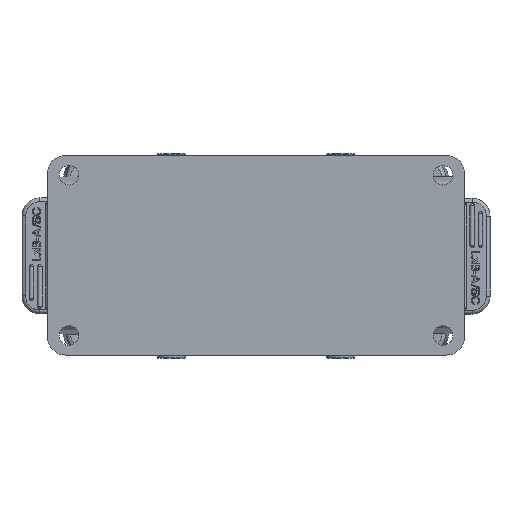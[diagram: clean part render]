
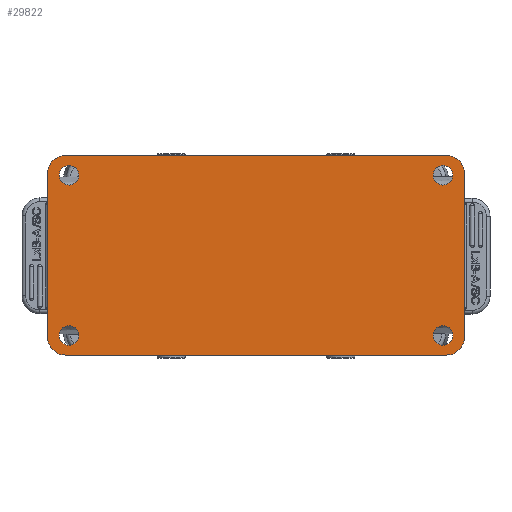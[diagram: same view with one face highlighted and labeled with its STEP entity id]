
A CAD part, front view. The second image highlights one B-rep face of the part: STEP entity #29822.
In plain terms, the highlighted planar face has unit normal (0, -1, 0).
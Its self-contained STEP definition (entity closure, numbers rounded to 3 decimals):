
#2738=DIRECTION('',(0.,0.,-1.));
#2739=VECTOR('',#2738,46.);
#2740=CARTESIAN_POINT('',(118.,0.,
23.18));
#2741=LINE('',#2740,#2739);
#2742=CARTESIAN_POINT('',(113.,0.,
-22.82));
#2743=DIRECTION('',(0.,1.,0.));
#2744=DIRECTION('',(1.,0.,0.));
#2745=AXIS2_PLACEMENT_3D('',#2742,#2743,#2744);
#2747=CARTESIAN_POINT('',(6.,0.,
-22.82));
#2748=DIRECTION('',(0.,1.,0.));
#2749=DIRECTION('',(0.,0.,-1.));
#2750=AXIS2_PLACEMENT_3D('',#2747,#2748,#2749);
#2752=DIRECTION('',(0.,0.,1.));
#2753=VECTOR('',#2752,46.);
#2754=CARTESIAN_POINT('',(1.,0.,
-22.82));
#2755=LINE('',#2754,#2753);
#2756=CARTESIAN_POINT('',(6.,0.,
23.18));
#2757=DIRECTION('',(0.,1.,0.));
#2758=DIRECTION('',(-1.,0.,0.));
#2759=AXIS2_PLACEMENT_3D('',#2756,#2757,#2758);
#2761=DIRECTION('',(1.,0.,0.));
#2762=VECTOR('',#2761,107.);
#2763=CARTESIAN_POINT('',(6.,0.,
28.18));
#2764=LINE('',#2763,#2762);
#2765=CARTESIAN_POINT('',(113.,0.,
23.18));
#2766=DIRECTION('',(0.,1.,0.));
#2767=DIRECTION('',(0.,0.,1.));
#2768=AXIS2_PLACEMENT_3D('',#2765,#2766,#2767);
#2770=CARTESIAN_POINT('',(7.,0.,
22.68));
#2771=DIRECTION('',(0.,-1.,0.));
#2772=DIRECTION('',(0.,0.,1.));
#2773=AXIS2_PLACEMENT_3D('',#2770,#2771,#2772);
#2775=CARTESIAN_POINT('',(7.,0.,
22.68));
#2776=DIRECTION('',(0.,-1.,0.));
#2777=DIRECTION('',(0.,0.,-1.));
#2778=AXIS2_PLACEMENT_3D('',#2775,#2776,#2777);
#2780=CARTESIAN_POINT('',(7.,0.,
-22.32));
#2781=DIRECTION('',(0.,-1.,0.));
#2782=DIRECTION('',(0.,0.,1.));
#2783=AXIS2_PLACEMENT_3D('',#2780,#2781,#2782);
#2785=CARTESIAN_POINT('',(7.,0.,
-22.32));
#2786=DIRECTION('',(0.,-1.,0.));
#2787=DIRECTION('',(0.,0.,-1.));
#2788=AXIS2_PLACEMENT_3D('',#2785,#2786,#2787);
#2790=CARTESIAN_POINT('',(112.,0.,
-22.32));
#2791=DIRECTION('',(0.,-1.,0.));
#2792=DIRECTION('',(0.,0.,1.));
#2793=AXIS2_PLACEMENT_3D('',#2790,#2791,#2792);
#2795=CARTESIAN_POINT('',(112.,0.,
-22.32));
#2796=DIRECTION('',(0.,-1.,0.));
#2797=DIRECTION('',(0.,0.,-1.));
#2798=AXIS2_PLACEMENT_3D('',#2795,#2796,#2797);
#2800=CARTESIAN_POINT('',(112.,0.,
22.68));
#2801=DIRECTION('',(0.,-1.,0.));
#2802=DIRECTION('',(0.,0.,1.));
#2803=AXIS2_PLACEMENT_3D('',#2800,#2801,#2802);
#2805=CARTESIAN_POINT('',(112.,0.,
22.68));
#2806=DIRECTION('',(0.,-1.,0.));
#2807=DIRECTION('',(0.,0.,-1.));
#2808=AXIS2_PLACEMENT_3D('',#2805,#2806,#2807);
#15148=DIRECTION('',(1.,0.,0.));
#15149=VECTOR('',#15148,107.);
#15150=CARTESIAN_POINT('',(6.,0.,
-27.82));
#15151=LINE('',#15150,#15149);
#21080=CARTESIAN_POINT('',(118.,0.,
23.18));
#21082=VERTEX_POINT('',#21080);
#21105=CARTESIAN_POINT('',(118.,0.,
-22.82));
#21106=VERTEX_POINT('',#21105);
#21115=CARTESIAN_POINT('',(113.,0.,
28.18));
#21117=VERTEX_POINT('',#21115);
#21121=CARTESIAN_POINT('',(6.,0.,
28.18));
#21122=VERTEX_POINT('',#21121);
#21157=CARTESIAN_POINT('',(112.,0.,
25.43));
#21158=CARTESIAN_POINT('',(112.,0.,
19.93));
#21159=VERTEX_POINT('',#21157);
#21160=VERTEX_POINT('',#21158);
#21161=CARTESIAN_POINT('',(113.,0.,
-27.82));
#21162=VERTEX_POINT('',#21161);
#21163=CARTESIAN_POINT('',(6.,0.,
-27.82));
#21164=VERTEX_POINT('',#21163);
#21165=CARTESIAN_POINT('',(1.,0.,
-22.82));
#21166=VERTEX_POINT('',#21165);
#21167=CARTESIAN_POINT('',(1.,0.,
23.18));
#21168=VERTEX_POINT('',#21167);
#21169=CARTESIAN_POINT('',(7.,0.,
25.43));
#21170=CARTESIAN_POINT('',(7.,0.,
19.93));
#21171=VERTEX_POINT('',#21169);
#21172=VERTEX_POINT('',#21170);
#21173=CARTESIAN_POINT('',(7.,0.,
-19.57));
#21174=CARTESIAN_POINT('',(7.,0.,
-25.07));
#21175=VERTEX_POINT('',#21173);
#21176=VERTEX_POINT('',#21174);
#21177=CARTESIAN_POINT('',(112.,0.,
-19.57));
#21178=CARTESIAN_POINT('',(112.,0.,
-25.07));
#21179=VERTEX_POINT('',#21177);
#21180=VERTEX_POINT('',#21178);
#29779=CARTESIAN_POINT('',(59.5,0.,
0.18));
#29780=DIRECTION('',(0.,1.,0.));
#29781=DIRECTION('',(0.,0.,1.));
#29782=AXIS2_PLACEMENT_3D('',#29779,#29780,#29781);
#29783=PLANE('',#29782);
#29784=ORIENTED_EDGE('',*,*,#28897,.T.);
#29786=ORIENTED_EDGE('',*,*,#29785,.T.);
#29788=ORIENTED_EDGE('',*,*,#29787,.F.);
#29790=ORIENTED_EDGE('',*,*,#29789,.T.);
#29792=ORIENTED_EDGE('',*,*,#29791,.T.);
#29794=ORIENTED_EDGE('',*,*,#29793,.T.);
#29795=ORIENTED_EDGE('',*,*,#28935,.T.);
#29796=ORIENTED_EDGE('',*,*,#28922,.T.);
#29797=EDGE_LOOP('',(#29784,#29786,#29788,#29790,#29792,#29794,#29795,#29796));
#29798=FACE_OUTER_BOUND('',#29797,.F.);
#29800=ORIENTED_EDGE('',*,*,#29799,.T.);
#29802=ORIENTED_EDGE('',*,*,#29801,.T.);
#29803=EDGE_LOOP('',(#29800,#29802));
#29804=FACE_BOUND('',#29803,.F.);
#29806=ORIENTED_EDGE('',*,*,#29805,.T.);
#29808=ORIENTED_EDGE('',*,*,#29807,.T.);
#29809=EDGE_LOOP('',(#29806,#29808));
#29810=FACE_BOUND('',#29809,.F.);
#29812=ORIENTED_EDGE('',*,*,#29811,.T.);
#29814=ORIENTED_EDGE('',*,*,#29813,.T.);
#29815=EDGE_LOOP('',(#29812,#29814));
#29816=FACE_BOUND('',#29815,.F.);
#29817=ORIENTED_EDGE('',*,*,#29769,.T.);
#29819=ORIENTED_EDGE('',*,*,#29818,.T.);
#29820=EDGE_LOOP('',(#29817,#29819));
#29821=FACE_BOUND('',#29820,.F.);
#2746=CIRCLE('',#2745,5.);
#2751=CIRCLE('',#2750,5.);
#2760=CIRCLE('',#2759,5.);
#2769=CIRCLE('',#2768,5.);
#2774=CIRCLE('',#2773,2.75);
#2779=CIRCLE('',#2778,2.75);
#2784=CIRCLE('',#2783,2.75);
#2789=CIRCLE('',#2788,2.75);
#2794=CIRCLE('',#2793,2.75);
#2799=CIRCLE('',#2798,2.75);
#2804=CIRCLE('',#2803,2.75);
#2809=CIRCLE('',#2808,2.75);
#28897=EDGE_CURVE('',#21082,#21106,#2741,.T.);
#28922=EDGE_CURVE('',#21117,#21082,#2769,.T.);
#28935=EDGE_CURVE('',#21122,#21117,#2764,.T.);
#29769=EDGE_CURVE('',#21159,#21160,#2804,.T.);
#29785=EDGE_CURVE('',#21106,#21162,#2746,.T.);
#29787=EDGE_CURVE('',#21164,#21162,#15151,.T.);
#29789=EDGE_CURVE('',#21164,#21166,#2751,.T.);
#29791=EDGE_CURVE('',#21166,#21168,#2755,.T.);
#29793=EDGE_CURVE('',#21168,#21122,#2760,.T.);
#29799=EDGE_CURVE('',#21171,#21172,#2774,.T.);
#29801=EDGE_CURVE('',#21172,#21171,#2779,.T.);
#29805=EDGE_CURVE('',#21175,#21176,#2784,.T.);
#29807=EDGE_CURVE('',#21176,#21175,#2789,.T.);
#29811=EDGE_CURVE('',#21179,#21180,#2794,.T.);
#29813=EDGE_CURVE('',#21180,#21179,#2799,.T.);
#29818=EDGE_CURVE('',#21160,#21159,#2809,.T.);
#29822=ADVANCED_FACE('',(#29798,#29804,#29810,#29816,#29821),#29783,.F.);
